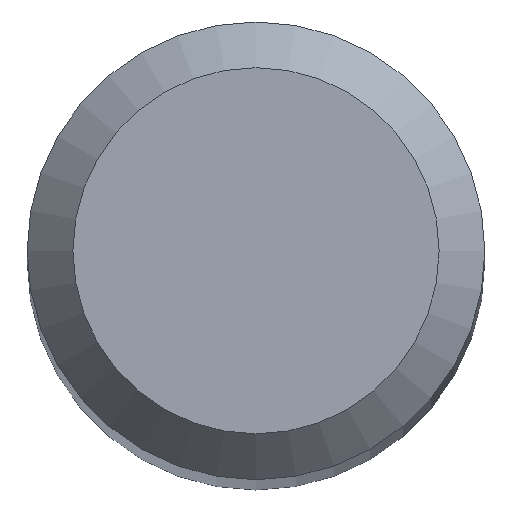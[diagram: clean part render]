
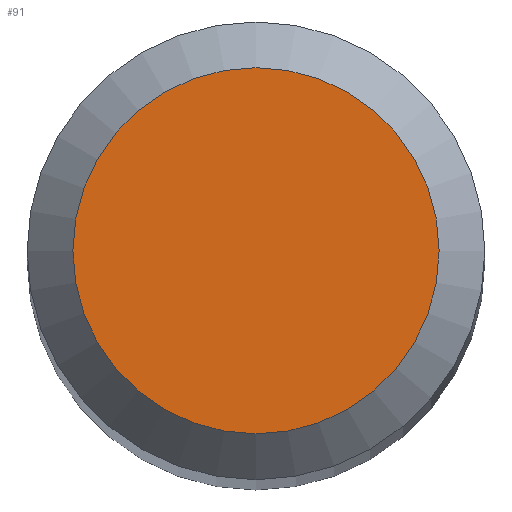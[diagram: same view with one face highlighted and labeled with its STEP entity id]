
A CAD part, top view. The second image highlights one B-rep face of the part: STEP entity #91.
In plain terms, the highlighted planar face has unit normal (0, 0, 1).
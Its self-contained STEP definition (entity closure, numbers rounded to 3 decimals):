
#6 = AXIS2_PLACEMENT_3D ( 'NONE', #148, #207, #100 ) ;
#43 = VERTEX_POINT ( 'NONE', #111 ) ;
#49 = EDGE_LOOP ( 'NONE', ( #204 ) ) ;
#79 = EDGE_CURVE ( 'NONE', #43, #43, #137, .T. ) ;
#80 = CARTESIAN_POINT ( 'NONE',  ( 0., 0., 38. ) ) ;
#85 = DIRECTION ( 'NONE',  ( 0., 0., -1. ) ) ;
#91 = ADVANCED_FACE ( 'NONE', ( #132 ), #167, .F. ) ;
#100 = DIRECTION ( 'NONE',  ( 0., 1., 0. ) ) ;
#111 = CARTESIAN_POINT ( 'NONE',  ( 0., 0.8, 38. ) ) ;
#120 = AXIS2_PLACEMENT_3D ( 'NONE', #80, #85, #121 ) ;
#121 = DIRECTION ( 'NONE',  ( 0., 1., 0. ) ) ;
#132 = FACE_OUTER_BOUND ( 'NONE', #49, .T. ) ;
#137 = CIRCLE ( 'NONE', #120, 0.8 ) ;
#148 = CARTESIAN_POINT ( 'NONE',  ( 0., 0., 38. ) ) ;
#167 = PLANE ( 'NONE',  #6 ) ;
#204 = ORIENTED_EDGE ( 'NONE', *, *, #79, .F. ) ;
#207 = DIRECTION ( 'NONE',  ( 0., 0., -1. ) ) ;
